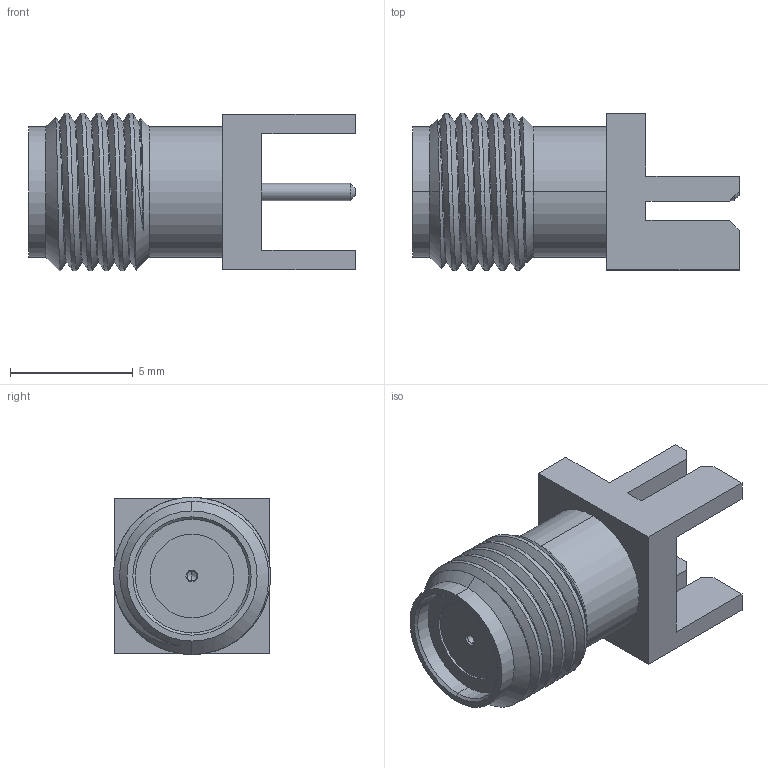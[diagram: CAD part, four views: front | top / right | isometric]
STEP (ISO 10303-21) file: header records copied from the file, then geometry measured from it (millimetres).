
FILE_DESCRIPTION (( 'STEP AP214' ), '1' );
FILE_NAME ('EMPCB.SMAFSTJ.C.HT_Taoglas.STEP', '2023-07-17T08:59:27', ( '' ), ( '' ), 'SwSTEP 2.0', 'SolidWorks 2018', '' );
FILE_SCHEMA (( 'AUTOMOTIVE_DESIGN' ));
Length unit declared in the file: millimetre
Products named in the file (2): EMPCB.SMAFSTJ.C.HT_Taoglas
Bounding box: 13.3 x 6.4 x 6.4 mm (x, y, z)
Volume: 269.6 mm3; surface area: 402 mm2
Topology: 1 solids, 1 shells, 69 faces, 173 edges, 110 vertices
Faces by surface type: plane 29, cylinder 25, cone 12, bspline 3
Entity records: 3276 total; most frequent: CARTESIAN_POINT 1652, ORIENTED_EDGE 342, DIRECTION 312, EDGE_CURVE 171, VERTEX_POINT 110, AXIS2_PLACEMENT_3D 105, LINE 102, VECTOR 102
